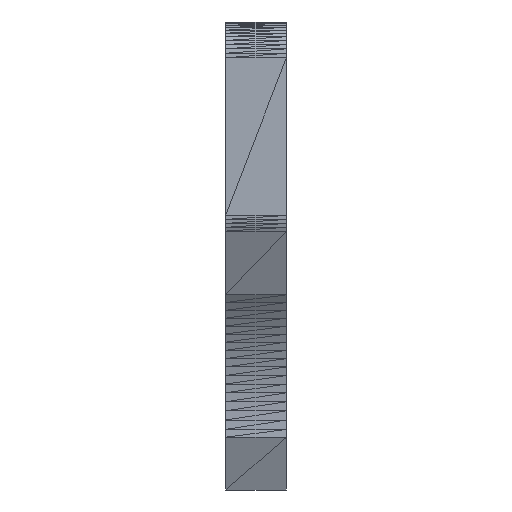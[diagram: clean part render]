
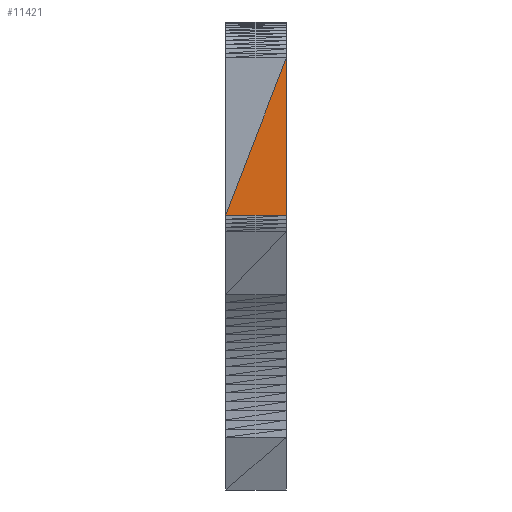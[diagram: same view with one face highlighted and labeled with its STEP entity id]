
A CAD part, front view. The second image highlights one B-rep face of the part: STEP entity #11421.
In plain terms, the highlighted planar face has unit normal (0, -1, 0).
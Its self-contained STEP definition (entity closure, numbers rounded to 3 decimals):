
#10977 = EDGE_CURVE('',#10978,#10980,#10982,.T.);
#10978 = VERTEX_POINT('',#10979);
#10979 = CARTESIAN_POINT('',(8.5,0.,38.314));
#10980 = VERTEX_POINT('',#10981);
#10981 = CARTESIAN_POINT('',(0.,0.,38.314));
#10982 = SURFACE_CURVE('',#10983,(#10987,#10999),.PCURVE_S1.);
#10983 = LINE('',#10984,#10985);
#10984 = CARTESIAN_POINT('',(8.5,0.,38.314));
#10985 = VECTOR('',#10986,1.);
#10986 = DIRECTION('',(-1.,0.,0.));
#10987 = PCURVE('',#10988,#10993);
#10988 = PLANE('',#10989);
#10989 = AXIS2_PLACEMENT_3D('',#10990,#10991,#10992);
#10990 = CARTESIAN_POINT('',(4.114,0.008,
    38.168));
#10991 = DIRECTION('',(0.,-0.998,
    -0.056));
#10992 = DIRECTION('',(0.,0.056,-0.998));
#10993 = DEFINITIONAL_REPRESENTATION('',(#10994),#10998);
#10994 = LINE('',#10995,#10996);
#10995 = CARTESIAN_POINT('',(-0.146,4.386));
#10996 = VECTOR('',#10997,1.);
#10997 = DIRECTION('',(0.,-1.));
#10998 = ( GEOMETRIC_REPRESENTATION_CONTEXT(2) 
PARAMETRIC_REPRESENTATION_CONTEXT() REPRESENTATION_CONTEXT('2D SPACE',''
  ) );
#10999 = PCURVE('',#11000,#11005);
#11000 = PLANE('',#11001);
#11001 = AXIS2_PLACEMENT_3D('',#11002,#11003,#11004);
#11002 = CARTESIAN_POINT('',(5.979,0.,
    47.585));
#11003 = DIRECTION('',(0.,-1.,0.));
#11004 = DIRECTION('',(0.,0.,-1.));
#11005 = DEFINITIONAL_REPRESENTATION('',(#11006),#11009);
#11006 = B_SPLINE_CURVE_WITH_KNOTS('',1,(#11007,#11008),.UNSPECIFIED.,
  .F.,.F.,(2,2),(0.,8.5),.PIECEWISE_BEZIER_KNOTS.);
#11007 = CARTESIAN_POINT('',(9.271,2.521));
#11008 = CARTESIAN_POINT('',(9.271,-5.979));
#11009 = ( GEOMETRIC_REPRESENTATION_CONTEXT(2) 
PARAMETRIC_REPRESENTATION_CONTEXT() REPRESENTATION_CONTEXT('2D SPACE',''
  ) );
#11421 = ADVANCED_FACE('',(#11422),#11000,.T.);
#11422 = FACE_BOUND('',#11423,.T.);
#11423 = EDGE_LOOP('',(#11424,#11451,#11476));
#11424 = ORIENTED_EDGE('',*,*,#11425,.T.);
#11425 = EDGE_CURVE('',#10978,#11426,#11428,.T.);
#11426 = VERTEX_POINT('',#11427);
#11427 = CARTESIAN_POINT('',(8.5,0.,60.314));
#11428 = SURFACE_CURVE('',#11429,(#11433,#11440),.PCURVE_S1.);
#11429 = LINE('',#11430,#11431);
#11430 = CARTESIAN_POINT('',(8.5,0.,38.314));
#11431 = VECTOR('',#11432,1.);
#11432 = DIRECTION('',(0.,0.,1.));
#11433 = PCURVE('',#11000,#11434);
#11434 = DEFINITIONAL_REPRESENTATION('',(#11435),#11439);
#11435 = LINE('',#11436,#11437);
#11436 = CARTESIAN_POINT('',(9.271,2.521));
#11437 = VECTOR('',#11438,1.);
#11438 = DIRECTION('',(-1.,0.));
#11439 = ( GEOMETRIC_REPRESENTATION_CONTEXT(2) 
PARAMETRIC_REPRESENTATION_CONTEXT() REPRESENTATION_CONTEXT('2D SPACE',''
  ) );
#11440 = PCURVE('',#11441,#11446);
#11441 = PLANE('',#11442);
#11442 = AXIS2_PLACEMENT_3D('',#11443,#11444,#11445);
#11443 = CARTESIAN_POINT('',(8.5,0.974,49.91));
#11444 = DIRECTION('',(1.,0.,0.));
#11445 = DIRECTION('',(-0.,0.,1.));
#11446 = DEFINITIONAL_REPRESENTATION('',(#11447),#11450);
#11447 = B_SPLINE_CURVE_WITH_KNOTS('',1,(#11448,#11449),.UNSPECIFIED.,
  .F.,.F.,(2,2),(0.,22.),.PIECEWISE_BEZIER_KNOTS.);
#11448 = CARTESIAN_POINT('',(-11.596,0.974));
#11449 = CARTESIAN_POINT('',(10.404,0.974));
#11450 = ( GEOMETRIC_REPRESENTATION_CONTEXT(2) 
PARAMETRIC_REPRESENTATION_CONTEXT() REPRESENTATION_CONTEXT('2D SPACE',''
  ) );
#11451 = ORIENTED_EDGE('',*,*,#11452,.T.);
#11452 = EDGE_CURVE('',#11426,#10980,#11453,.T.);
#11453 = SURFACE_CURVE('',#11454,(#11458,#11465),.PCURVE_S1.);
#11454 = LINE('',#11455,#11456);
#11455 = CARTESIAN_POINT('',(8.5,0.,60.314));
#11456 = VECTOR('',#11457,1.);
#11457 = DIRECTION('',(-0.36,0.,-0.933));
#11458 = PCURVE('',#11000,#11459);
#11459 = DEFINITIONAL_REPRESENTATION('',(#11460),#11464);
#11460 = LINE('',#11461,#11462);
#11461 = CARTESIAN_POINT('',(-12.729,2.521));
#11462 = VECTOR('',#11463,1.);
#11463 = DIRECTION('',(0.933,-0.36));
#11464 = ( GEOMETRIC_REPRESENTATION_CONTEXT(2) 
PARAMETRIC_REPRESENTATION_CONTEXT() REPRESENTATION_CONTEXT('2D SPACE',''
  ) );
#11465 = PCURVE('',#11466,#11471);
#11466 = PLANE('',#11467);
#11467 = AXIS2_PLACEMENT_3D('',#11468,#11469,#11470);
#11468 = CARTESIAN_POINT('',(2.521,0.,
    51.043));
#11469 = DIRECTION('',(0.,-1.,0.));
#11470 = DIRECTION('',(0.,0.,-1.));
#11471 = DEFINITIONAL_REPRESENTATION('',(#11472),#11475);
#11472 = B_SPLINE_CURVE_WITH_KNOTS('',1,(#11473,#11474),.UNSPECIFIED.,
  .F.,.F.,(2,2),(0.,23.585),.PIECEWISE_BEZIER_KNOTS.);
#11473 = CARTESIAN_POINT('',(-9.271,5.979));
#11474 = CARTESIAN_POINT('',(12.729,-2.521));
#11475 = ( GEOMETRIC_REPRESENTATION_CONTEXT(2) 
PARAMETRIC_REPRESENTATION_CONTEXT() REPRESENTATION_CONTEXT('2D SPACE',''
  ) );
#11476 = ORIENTED_EDGE('',*,*,#10977,.F.);
